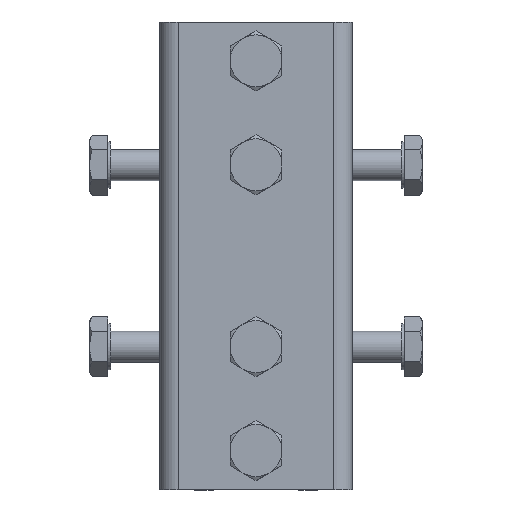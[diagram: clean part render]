
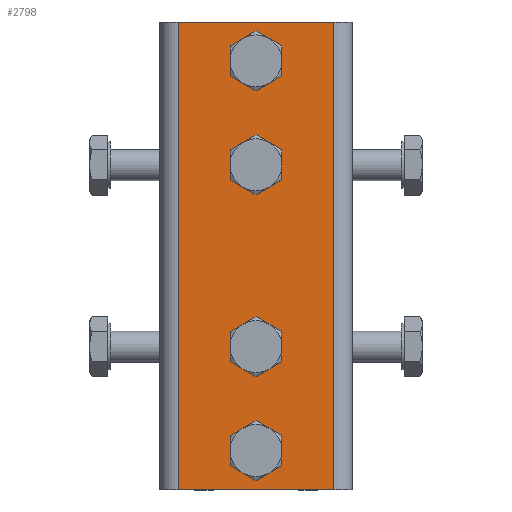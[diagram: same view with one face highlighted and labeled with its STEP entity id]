
A CAD part, top view. The second image highlights one B-rep face of the part: STEP entity #2798.
In plain terms, the highlighted planar face has unit normal (0, 0, 1).
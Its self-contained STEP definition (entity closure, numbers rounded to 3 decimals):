
#105=FACE_BOUND('',#537,.T.);
#106=FACE_BOUND('',#538,.T.);
#107=FACE_BOUND('',#539,.T.);
#108=FACE_BOUND('',#540,.T.);
#222=PLANE('',#3090);
#360=FACE_OUTER_BOUND('',#536,.T.);
#536=EDGE_LOOP('',(#2528,#2529,#2530,#2531));
#537=EDGE_LOOP('',(#2532,#2533));
#538=EDGE_LOOP('',(#2534,#2535));
#539=EDGE_LOOP('',(#2536,#2537));
#540=EDGE_LOOP('',(#2538,#2539));
#767=LINE('',#4594,#1029);
#773=LINE('',#4618,#1035);
#809=LINE('',#4743,#1071);
#810=LINE('',#4745,#1072);
#1029=VECTOR('',#3610,10.);
#1035=VECTOR('',#3632,10.);
#1071=VECTOR('',#3782,10.);
#1072=VECTOR('',#3785,10.);
#1156=CIRCLE('',#3051,2.459);
#1157=CIRCLE('',#3052,2.459);
#1159=CIRCLE('',#3055,2.459);
#1160=CIRCLE('',#3056,2.459);
#1165=CIRCLE('',#3064,2.459);
#1166=CIRCLE('',#3065,2.459);
#1168=CIRCLE('',#3068,2.459);
#1169=CIRCLE('',#3069,2.459);
#1379=VERTEX_POINT('',#4591);
#1380=VERTEX_POINT('',#4593);
#1389=VERTEX_POINT('',#4615);
#1390=VERTEX_POINT('',#4617);
#1408=VERTEX_POINT('',#4667);
#1409=VERTEX_POINT('',#4668);
#1411=VERTEX_POINT('',#4675);
#1412=VERTEX_POINT('',#4676);
#1417=VERTEX_POINT('',#4693);
#1418=VERTEX_POINT('',#4694);
#1420=VERTEX_POINT('',#4701);
#1421=VERTEX_POINT('',#4702);
#1725=EDGE_CURVE('',#1380,#1379,#767,.T.);
#1737=EDGE_CURVE('',#1390,#1389,#773,.T.);
#1763=EDGE_CURVE('',#1408,#1409,#1156,.T.);
#1764=EDGE_CURVE('',#1409,#1408,#1157,.T.);
#1767=EDGE_CURVE('',#1411,#1412,#1159,.T.);
#1768=EDGE_CURVE('',#1412,#1411,#1160,.T.);
#1776=EDGE_CURVE('',#1417,#1418,#1165,.T.);
#1777=EDGE_CURVE('',#1418,#1417,#1166,.T.);
#1780=EDGE_CURVE('',#1420,#1421,#1168,.T.);
#1781=EDGE_CURVE('',#1421,#1420,#1169,.T.);
#1800=EDGE_CURVE('',#1390,#1379,#809,.T.);
#1801=EDGE_CURVE('',#1380,#1389,#810,.T.);
#2528=ORIENTED_EDGE('',*,*,#1800,.F.);
#2529=ORIENTED_EDGE('',*,*,#1737,.T.);
#2530=ORIENTED_EDGE('',*,*,#1801,.F.);
#2531=ORIENTED_EDGE('',*,*,#1725,.T.);
#2532=ORIENTED_EDGE('',*,*,#1763,.T.);
#2533=ORIENTED_EDGE('',*,*,#1764,.T.);
#2534=ORIENTED_EDGE('',*,*,#1767,.T.);
#2535=ORIENTED_EDGE('',*,*,#1768,.T.);
#2536=ORIENTED_EDGE('',*,*,#1776,.T.);
#2537=ORIENTED_EDGE('',*,*,#1777,.T.);
#2538=ORIENTED_EDGE('',*,*,#1780,.T.);
#2539=ORIENTED_EDGE('',*,*,#1781,.T.);
#2798=ADVANCED_FACE('',(#360,#105,#106,#107,#108),#222,.T.);
#3051=AXIS2_PLACEMENT_3D('',#4669,#3682,#3683);
#3052=AXIS2_PLACEMENT_3D('',#4670,#3684,#3685);
#3055=AXIS2_PLACEMENT_3D('',#4677,#3691,#3692);
#3056=AXIS2_PLACEMENT_3D('',#4678,#3693,#3694);
#3064=AXIS2_PLACEMENT_3D('',#4695,#3712,#3713);
#3065=AXIS2_PLACEMENT_3D('',#4696,#3714,#3715);
#3068=AXIS2_PLACEMENT_3D('',#4703,#3721,#3722);
#3069=AXIS2_PLACEMENT_3D('',#4704,#3723,#3724);
#3090=AXIS2_PLACEMENT_3D('',#4744,#3783,#3784);
#3610=DIRECTION('',(1.,0.,0.));
#3632=DIRECTION('',(-1.,0.,0.));
#3682=DIRECTION('center_axis',(0.,0.,-1.));
#3683=DIRECTION('ref_axis',(1.,0.,0.));
#3684=DIRECTION('center_axis',(0.,0.,-1.));
#3685=DIRECTION('ref_axis',(1.,0.,0.));
#3691=DIRECTION('center_axis',(0.,0.,-1.));
#3692=DIRECTION('ref_axis',(1.,0.,0.));
#3693=DIRECTION('center_axis',(0.,0.,-1.));
#3694=DIRECTION('ref_axis',(1.,0.,0.));
#3712=DIRECTION('center_axis',(0.,0.,-1.));
#3713=DIRECTION('ref_axis',(1.,0.,0.));
#3714=DIRECTION('center_axis',(0.,0.,-1.));
#3715=DIRECTION('ref_axis',(1.,0.,0.));
#3721=DIRECTION('center_axis',(0.,0.,-1.));
#3722=DIRECTION('ref_axis',(1.,0.,0.));
#3723=DIRECTION('center_axis',(0.,0.,-1.));
#3724=DIRECTION('ref_axis',(1.,0.,0.));
#3782=DIRECTION('',(0.,-1.,0.));
#3783=DIRECTION('center_axis',(0.,0.,1.));
#3784=DIRECTION('ref_axis',(1.,0.,0.));
#3785=DIRECTION('',(0.,1.,0.));
#4591=CARTESIAN_POINT('',(15.,-45.,36.));
#4593=CARTESIAN_POINT('',(-15.,-45.,36.));
#4594=CARTESIAN_POINT('',(0.,-45.,36.));
#4615=CARTESIAN_POINT('',(-15.,45.,36.));
#4617=CARTESIAN_POINT('',(15.,45.,36.));
#4618=CARTESIAN_POINT('',(-18.5,45.,36.));
#4667=CARTESIAN_POINT('',(2.459,37.5,36.));
#4668=CARTESIAN_POINT('',(-2.459,37.5,36.));
#4669=CARTESIAN_POINT('Origin',(0.,37.5,36.));
#4670=CARTESIAN_POINT('Origin',(0.,37.5,36.));
#4675=CARTESIAN_POINT('',(2.459,17.5,36.));
#4676=CARTESIAN_POINT('',(-2.459,17.5,36.));
#4677=CARTESIAN_POINT('Origin',(0.,17.5,36.));
#4678=CARTESIAN_POINT('Origin',(0.,17.5,36.));
#4693=CARTESIAN_POINT('',(2.459,-37.5,36.));
#4694=CARTESIAN_POINT('',(-2.459,-37.5,36.));
#4695=CARTESIAN_POINT('Origin',(0.,-37.5,36.));
#4696=CARTESIAN_POINT('Origin',(0.,-37.5,36.));
#4701=CARTESIAN_POINT('',(2.459,-17.5,36.));
#4702=CARTESIAN_POINT('',(-2.459,-17.5,36.));
#4703=CARTESIAN_POINT('Origin',(0.,-17.5,36.));
#4704=CARTESIAN_POINT('Origin',(0.,-17.5,36.));
#4743=CARTESIAN_POINT('',(15.,0.,36.));
#4744=CARTESIAN_POINT('Origin',(0.,0.,36.));
#4745=CARTESIAN_POINT('',(-15.,0.,36.));
